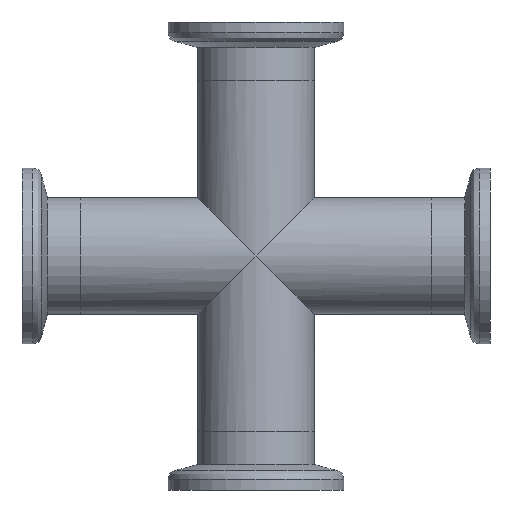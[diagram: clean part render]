
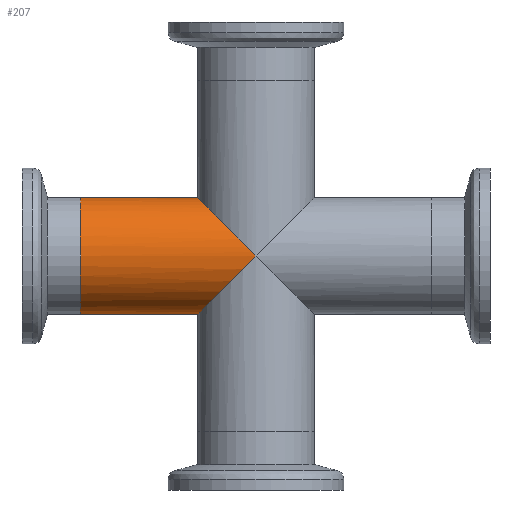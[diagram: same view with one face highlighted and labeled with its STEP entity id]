
A CAD part, front view. The second image highlights one B-rep face of the part: STEP entity #207.
In plain terms, the highlighted cylindrical face has radius 10 mm (diameter 20 mm), a partial arc.
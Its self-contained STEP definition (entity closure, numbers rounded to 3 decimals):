
#207=ADVANCED_FACE('',(#387),#386,.T.);
#386=CYLINDRICAL_SURFACE('',#1014,10.);
#387=FACE_OUTER_BOUND('',#1015,.T.);
#1011=CARTESIAN_POINT('',(0.,0.,0.));
#1012=DIRECTION('',(1.,0.,0.));
#1013=DIRECTION('',(0.,0.,1.));
#1014=AXIS2_PLACEMENT_3D('',#1011,#1012,#1013);
#1015=EDGE_LOOP('',(#1507,#1508,#1509,#1510,#1511));
#1507=ORIENTED_EDGE('',*,*,#1789,.F.);
#1508=ORIENTED_EDGE('',*,*,#1778,.F.);
#1509=ORIENTED_EDGE('',*,*,#1790,.F.);
#1510=ORIENTED_EDGE('',*,*,#1761,.F.);
#1511=ORIENTED_EDGE('',*,*,#1791,.T.);
#1761=EDGE_CURVE('',#1961,#1960,#1968,.T.);
#1778=EDGE_CURVE('',#2079,#2086,#2087,.T.);
#1789=EDGE_CURVE('',#2086,#2157,#2158,.T.);
#1790=EDGE_CURVE('',#1960,#2079,#2164,.T.);
#1791=EDGE_CURVE('',#1961,#2157,#2170,.T.);
#1960=VERTEX_POINT('',#2908);
#1961=VERTEX_POINT('',#2909);
#1968=CIRCLE('',#2917,10.);
#2079=VERTEX_POINT('',#2989);
#2086=VERTEX_POINT('',#2992);
#2087=(BOUNDED_CURVE() B_SPLINE_CURVE(2,(#2993,#2994,#2995),.UNSPECIFIED.,.F.,.F.) B_SPLINE_CURVE_WITH_KNOTS((3,3),(6.283,7.854),.UNSPECIFIED.) CURVE() GEOMETRIC_REPRESENTATION_ITEM() RATIONAL_B_SPLINE_CURVE((1.,0.707,1.)) REPRESENTATION_ITEM('') );
#2157=VERTEX_POINT('',#3027);
#2158=(BOUNDED_CURVE() B_SPLINE_CURVE(2,(#3028,#3029,#3030),.UNSPECIFIED.,.F.,.F.) B_SPLINE_CURVE_WITH_KNOTS((3,3),(4.712,6.283),.UNSPECIFIED.) CURVE() GEOMETRIC_REPRESENTATION_ITEM() RATIONAL_B_SPLINE_CURVE((1.,0.707,1.)) REPRESENTATION_ITEM('') );
#2164=(BOUNDED_CURVE() B_SPLINE_CURVE(1,(#3031,#3032),.UNSPECIFIED.,.F.,.F.) B_SPLINE_CURVE_WITH_KNOTS((2,2),(0.083,0.639),.UNSPECIFIED.) CURVE() GEOMETRIC_REPRESENTATION_ITEM() RATIONAL_B_SPLINE_CURVE((1.,1.)) REPRESENTATION_ITEM('') );
#2170=(BOUNDED_CURVE() B_SPLINE_CURVE(1,(#3033,#3034),.UNSPECIFIED.,.F.,.F.) B_SPLINE_CURVE_WITH_KNOTS((2,2),(0.083,0.639),.UNSPECIFIED.) CURVE() GEOMETRIC_REPRESENTATION_ITEM() RATIONAL_B_SPLINE_CURVE((0.75,0.75)) REPRESENTATION_ITEM('') );
#2908=CARTESIAN_POINT('',(-30.,0.,10.));
#2909=CARTESIAN_POINT('',(-30.,0.,-10.));
#2914=CARTESIAN_POINT('',(-30.,0.,0.));
#2915=DIRECTION('',(-1.,0.,0.));
#2916=DIRECTION('',(0.,0.,1.));
#2917=AXIS2_PLACEMENT_3D('',#2914,#2915,#2916);
#2989=CARTESIAN_POINT('',(-10.,0.,10.));
#2992=CARTESIAN_POINT('',(0.,-10.,0.));
#2993=CARTESIAN_POINT('',(-10.,0.,10.));
#2994=CARTESIAN_POINT('',(-10.,-10.,10.));
#2995=CARTESIAN_POINT('',(0.,-10.,0.));
#3027=CARTESIAN_POINT('',(-10.,0.,-10.));
#3028=CARTESIAN_POINT('',(0.,-10.,0.));
#3029=CARTESIAN_POINT('',(-10.,-10.,-10.));
#3030=CARTESIAN_POINT('',(-10.,0.,-10.));
#3031=CARTESIAN_POINT('',(-30.,0.,10.));
#3032=CARTESIAN_POINT('',(-10.,0.,10.));
#3033=CARTESIAN_POINT('',(-30.,0.,-10.));
#3034=CARTESIAN_POINT('',(-10.,0.,-10.));
